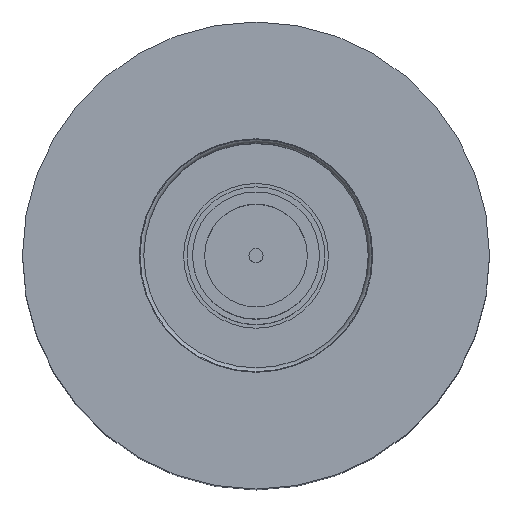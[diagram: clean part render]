
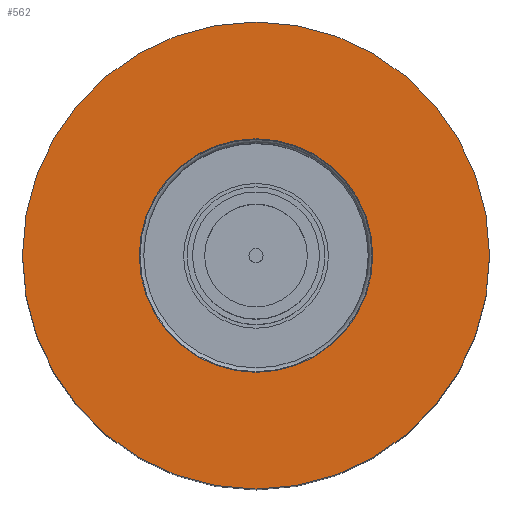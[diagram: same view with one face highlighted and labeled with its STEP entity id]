
A CAD part, top view. The second image highlights one B-rep face of the part: STEP entity #562.
In plain terms, the highlighted planar face has unit normal (0, 0, 1).
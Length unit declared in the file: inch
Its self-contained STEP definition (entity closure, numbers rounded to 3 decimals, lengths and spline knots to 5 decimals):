
#16=PLANE($,#654);
#81=FACE_BOUND($,#209,.T.);
#130=FACE_OUTER_BOUND($,#208,.T.);
#208=EDGE_LOOP($,(#468));
#209=EDGE_LOOP($,(#469));
#284=CIRCLE($,#635,0.5);
#293=CIRCLE($,#653,0.25);
#336=VERTEX_POINT($,#977);
#345=VERTEX_POINT($,#1004);
#388=EDGE_CURVE($,#336,#336,#284,.T.);
#397=EDGE_CURVE($,#345,#345,#293,.T.);
#468=ORIENTED_EDGE($,*,*,#388,.F.);
#469=ORIENTED_EDGE($,*,*,#397,.T.);
#562=ADVANCED_FACE($,(#130,#81),#16,.T.);
#635=AXIS2_PLACEMENT_3D($,#978,#776,#777);
#653=AXIS2_PLACEMENT_3D($,#1005,#812,#813);
#654=AXIS2_PLACEMENT_3D($,#1006,#814,#815);
#776=DIRECTION('center_axis',(0.,0.,-1.));
#777=DIRECTION('ref_axis',(-1.,0.,0.));
#812=DIRECTION('center_axis',(0.,0.,-1.));
#813=DIRECTION('ref_axis',(-1.,0.,0.));
#814=DIRECTION('center_axis',(0.,0.,1.));
#815=DIRECTION('ref_axis',(1.,0.,0.));
#977=CARTESIAN_POINT('',(-0.5,0.,0.969));
#978=CARTESIAN_POINT('Origin',(0.,0.,0.969));
#1004=CARTESIAN_POINT('',(-0.25,0.,0.969));
#1005=CARTESIAN_POINT('Origin',(0.,0.,0.969));
#1006=CARTESIAN_POINT('Origin',(0.,0.5,0.969));
